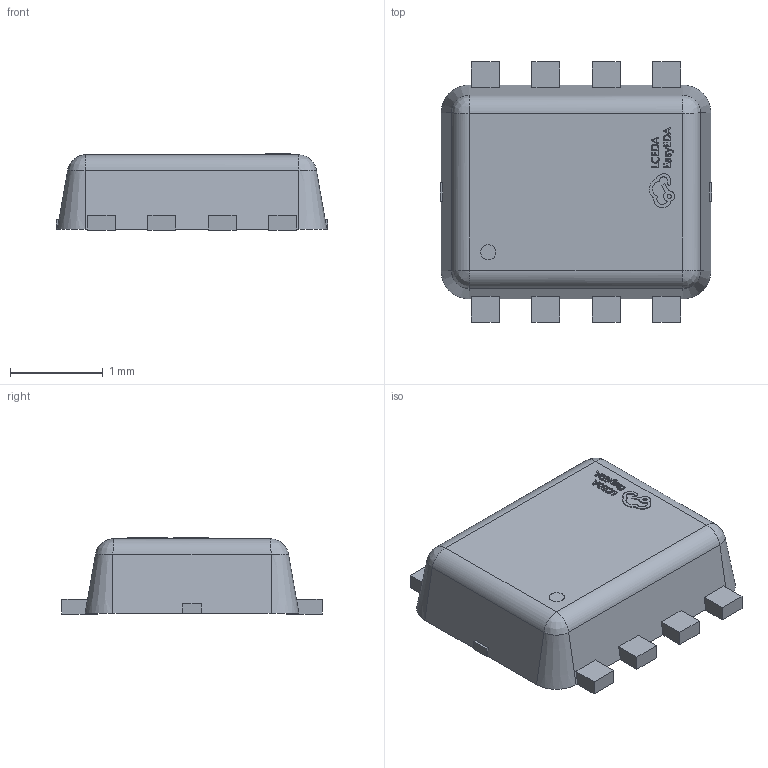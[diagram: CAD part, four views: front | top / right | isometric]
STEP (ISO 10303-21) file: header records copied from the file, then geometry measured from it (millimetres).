
FILE_DESCRIPTION (( 'STEP AP214' ), '1' );
FILE_NAME ('DFN-8_L3.0-W2.5-P0.65-LS3.0-BL.step', '2022-06-30T13:26:56', ( '' ), ( '' ), 'SwSTEP 2.0', 'SolidWorks 2020', '' );
FILE_SCHEMA (( 'AUTOMOTIVE_DESIGN' ));
Length unit declared in the file: millimetre
Products named in the file (1): DFN-8_L3.0-W2.5-P0.65-LS3.0-BL
Bounding box: 2.92 x 2.8 x 0.82 mm (x, y, z)
Volume: 4.8 mm3; surface area: 21.1 mm2
Topology: 1 solids, 1 shells, 360 faces, 985 edges, 650 vertices
Faces by surface type: plane 234, bspline 116, cylinder 6, cone 4
Entity records: 16771 total; most frequent: CARTESIAN_POINT 4480, ORIENTED_EDGE 1962, DIRECTION 1239, EDGE_CURVE 981, LINE 733, VECTOR 733, VERTEX_POINT 650, EDGE_LOOP 387
